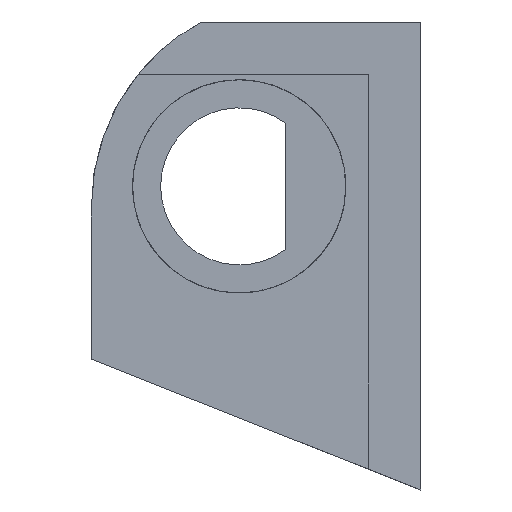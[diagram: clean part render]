
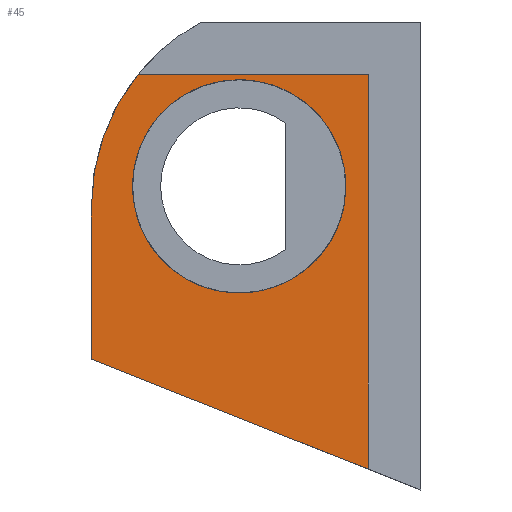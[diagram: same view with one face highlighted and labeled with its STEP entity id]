
A CAD part, left-side view. The second image highlights one B-rep face of the part: STEP entity #45.
In plain terms, the highlighted planar face has unit normal (-1, 0, 0).
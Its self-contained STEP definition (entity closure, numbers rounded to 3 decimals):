
#9 = CARTESIAN_POINT ( 'NONE',  ( 2.5, 8.2, -6.358 ) ) ;
#30 = CARTESIAN_POINT ( 'NONE',  ( 2.5, -0.023, -6.915 ) ) ;
#32 = CARTESIAN_POINT ( 'NONE',  ( 2.5, 15.6, 0.681 ) ) ;
#42 = CARTESIAN_POINT ( 'NONE',  ( 2.5, 14.497, 1.337 ) ) ;
#45 = ADVANCED_FACE ( 'NONE', ( #992, #1069 ), #863, .F. ) ;
#48 = CARTESIAN_POINT ( 'NONE',  ( 2.5, 14.297, 2.448 ) ) ;
#60 = CARTESIAN_POINT ( 'NONE',  ( 2.5, 12.644, 3.956 ) ) ;
#82 = ORIENTED_EDGE ( 'NONE', *, *, #864, .F. ) ;
#84 = VERTEX_POINT ( 'NONE', #231 ) ;
#111 = LINE ( 'NONE', #698, #147 ) ;
#112 = B_SPLINE_CURVE_WITH_KNOTS ( 'NONE', 3,
 ( #807, #651, #880, #852, #964, #969, #60, #536, #48, #983, #990 ),
 .UNSPECIFIED., .F., .F.,
 ( 4, 1, 1, 1, 1, 1, 1, 1, 4 ),
 ( 0., 0.001, 0.002, 0.003, 0.004, 0.006, 0.007, 0.008, 0.009 ),
 .UNSPECIFIED. ) ;
#147 = VECTOR ( 'NONE', #799, 1000. ) ;
#156 = ORIENTED_EDGE ( 'NONE', *, *, #246, .T. ) ;
#217 = EDGE_LOOP ( 'NONE', ( #700, #82 ) ) ;
#225 = ORIENTED_EDGE ( 'NONE', *, *, #1034, .F. ) ;
#227 = LINE ( 'NONE', #913, #363 ) ;
#231 = CARTESIAN_POINT ( 'NONE',  ( 2.5, 8.803, 1.075 ) ) ;
#246 = EDGE_CURVE ( 'NONE', #883, #516, #111, .T. ) ;
#252 = VECTOR ( 'NONE', #459, 1000. ) ;
#286 = DIRECTION ( 'NONE',  ( 1., 0., 0. ) ) ;
#291 = VERTEX_POINT ( 'NONE', #791 ) ;
#327 = ORIENTED_EDGE ( 'NONE', *, *, #918, .F. ) ;
#363 = VECTOR ( 'NONE', #914, 1000. ) ;
#366 = ORIENTED_EDGE ( 'NONE', *, *, #808, .F. ) ;
#371 = CARTESIAN_POINT ( 'NONE',  ( 2.5, -0.023, 4.201 ) ) ;
#377 = B_SPLINE_CURVE_WITH_KNOTS ( 'NONE', 3,
 ( #937, #941, #954, #967, #999, #1004, #1009, #1013, #1016, #1020, #1025 ),
 .UNSPECIFIED., .F., .F.,
 ( 4, 1, 1, 1, 1, 1, 1, 1, 4 ),
 ( 0.009, 0.01, 0.011, 0.012, 0.013, 0.015, 0.016, 0.017, 0.018 ),
 .UNSPECIFIED. ) ;
#411 = EDGE_LOOP ( 'NONE', ( #657, #225, #366, #327, #156 ) ) ;
#450 = LINE ( 'NONE', #949, #812 ) ;
#459 = DIRECTION ( 'NONE',  ( 0., -1., 0. ) ) ;
#516 = VERTEX_POINT ( 'NONE', #706 ) ;
#536 = CARTESIAN_POINT ( 'NONE',  ( 2.5, 13.62, 3.367 ) ) ;
#559 = VERTEX_POINT ( 'NONE', #777 ) ;
#630 = CARTESIAN_POINT ( 'NONE',  ( 2.5, 10.008, 0.681 ) ) ;
#651 = CARTESIAN_POINT ( 'NONE',  ( 2.5, 8.786, 1.448 ) ) ;
#654 = LINE ( 'NONE', #371, #252 ) ;
#657 = ORIENTED_EDGE ( 'NONE', *, *, #749, .T. ) ;
#698 = CARTESIAN_POINT ( 'NONE',  ( 2.5, 15.6, -6.915 ) ) ;
#700 = ORIENTED_EDGE ( 'NONE', *, *, #713, .F. ) ;
#706 = CARTESIAN_POINT ( 'NONE',  ( 2.5, 15.6, -3.415 ) ) ;
#713 = EDGE_CURVE ( 'NONE', #901, #84, #377, .T. ) ;
#739 = DIRECTION ( 'NONE',  ( 0., 0., -1. ) ) ;
#749 = EDGE_CURVE ( 'NONE', #516, #1071, #450, .T. ) ;
#751 = DIRECTION ( 'NONE',  ( 1., 0., 0. ) ) ;
#777 = CARTESIAN_POINT ( 'NONE',  ( 2.5, 14.353, 4.201 ) ) ;
#778 = DIRECTION ( 'NONE',  ( 0., 0., -1. ) ) ;
#790 = AXIS2_PLACEMENT_3D ( 'NONE', #630, #751, #739 ) ;
#791 = CARTESIAN_POINT ( 'NONE',  ( 2.5, 8.2, 4.201 ) ) ;
#799 = DIRECTION ( 'NONE',  ( 0., 0., -1. ) ) ;
#807 = CARTESIAN_POINT ( 'NONE',  ( 2.5, 8.803, 1.075 ) ) ;
#808 = EDGE_CURVE ( 'NONE', #559, #291, #654, .T. ) ;
#812 = VECTOR ( 'NONE', #1030, 1000. ) ;
#852 = CARTESIAN_POINT ( 'NONE',  ( 2.5, 9.489, 3.177 ) ) ;
#863 = PLANE ( 'NONE',  #899 ) ;
#864 = EDGE_CURVE ( 'NONE', #84, #901, #112, .T. ) ;
#880 = CARTESIAN_POINT ( 'NONE',  ( 2.5, 8.9, 2.2 ) ) ;
#883 = VERTEX_POINT ( 'NONE', #32 ) ;
#899 = AXIS2_PLACEMENT_3D ( 'NONE', #30, #286, #778 ) ;
#901 = VERTEX_POINT ( 'NONE', #42 ) ;
#913 = CARTESIAN_POINT ( 'NONE',  ( 2.5, 8.2, -6.915 ) ) ;
#914 = DIRECTION ( 'NONE',  ( 0., 0., -1. ) ) ;
#918 = EDGE_CURVE ( 'NONE', #883, #559, #951, .T. ) ;
#937 = CARTESIAN_POINT ( 'NONE',  ( 2.5, 14.497, 1.337 ) ) ;
#941 = CARTESIAN_POINT ( 'NONE',  ( 2.5, 14.514, 0.965 ) ) ;
#949 = CARTESIAN_POINT ( 'NONE',  ( 2.5, 0.909, -9.258 ) ) ;
#951 = CIRCLE ( 'NONE', #790, 5.592 ) ;
#954 = CARTESIAN_POINT ( 'NONE',  ( 2.5, 14.4, 0.213 ) ) ;
#964 = CARTESIAN_POINT ( 'NONE',  ( 2.5, 10.408, 3.853 ) ) ;
#967 = CARTESIAN_POINT ( 'NONE',  ( 2.5, 13.811, -0.764 ) ) ;
#969 = CARTESIAN_POINT ( 'NONE',  ( 2.5, 11.515, 4.127 ) ) ;
#983 = CARTESIAN_POINT ( 'NONE',  ( 2.5, 14.48, 1.71 ) ) ;
#990 = CARTESIAN_POINT ( 'NONE',  ( 2.5, 14.497, 1.337 ) ) ;
#992 = FACE_OUTER_BOUND ( 'NONE', #411, .T. ) ;
#999 = CARTESIAN_POINT ( 'NONE',  ( 2.5, 12.892, -1.441 ) ) ;
#1004 = CARTESIAN_POINT ( 'NONE',  ( 2.5, 11.785, -1.715 ) ) ;
#1009 = CARTESIAN_POINT ( 'NONE',  ( 2.5, 10.656, -1.544 ) ) ;
#1013 = CARTESIAN_POINT ( 'NONE',  ( 2.5, 9.68, -0.955 ) ) ;
#1016 = CARTESIAN_POINT ( 'NONE',  ( 2.5, 9.003, -0.036 ) ) ;
#1020 = CARTESIAN_POINT ( 'NONE',  ( 2.5, 8.82, 0.702 ) ) ;
#1025 = CARTESIAN_POINT ( 'NONE',  ( 2.5, 8.803, 1.075 ) ) ;
#1030 = DIRECTION ( 'NONE',  ( 0., -0.929, -0.37 ) ) ;
#1034 = EDGE_CURVE ( 'NONE', #291, #1071, #227, .T. ) ;
#1069 = FACE_BOUND ( 'NONE', #217, .T. ) ;
#1071 = VERTEX_POINT ( 'NONE', #9 ) ;
